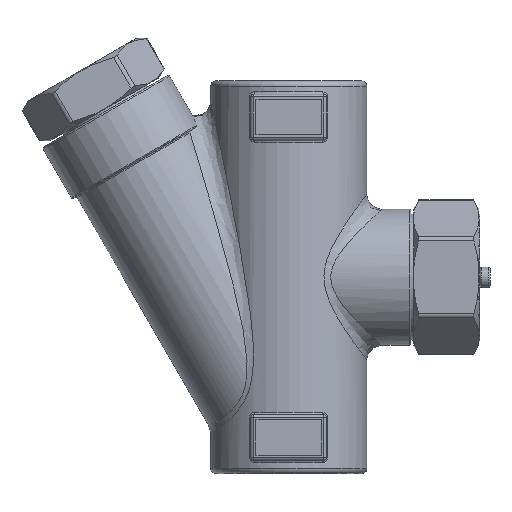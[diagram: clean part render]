
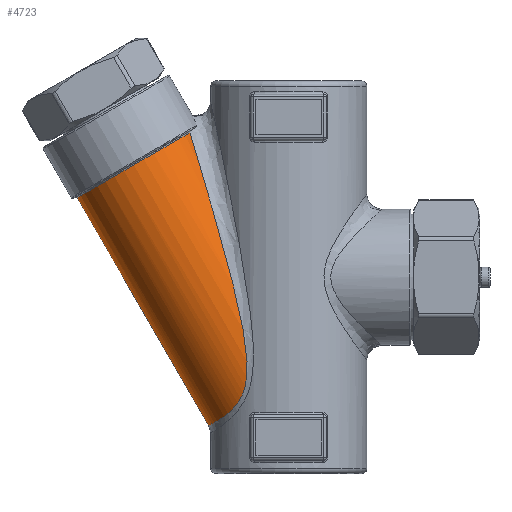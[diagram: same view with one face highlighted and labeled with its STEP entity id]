
A CAD part, left-side view. The second image highlights one B-rep face of the part: STEP entity #4723.
In plain terms, the highlighted cylindrical face has radius 13.5 mm (diameter 27 mm), a partial arc.
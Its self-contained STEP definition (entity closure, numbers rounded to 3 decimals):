
#188=B_SPLINE_CURVE_WITH_KNOTS('',3,(#8320,#8321,#8322,#8323,#8324,#8325,
#8326,#8327,#8328,#8329,#8330,#8331,#8332,#8333,#8334,#8335,#8336,#8337,
#8338,#8339,#8340,#8341,#8342,#8343,#8344,#8345,#8346,#8347),
 .UNSPECIFIED.,.F.,.F.,(4,3,3,3,3,3,3,3,3,4),(9.432,9.458,
9.694,9.931,10.403,10.876,11.349,
12.295,12.768,13.241),.UNSPECIFIED.);
#189=B_SPLINE_CURVE_WITH_KNOTS('',3,(#8350,#8351,#8352,#8353,#8354,#8355,
#8356,#8357,#8358,#8359,#8360,#8361,#8362,#8363,#8364,#8365,#8366,#8367,
#8368,#8369,#8370,#8371,#8372,#8373,#8374,#8375,#8376,#8377,#8378,#8379,
#8380,#8381,#8382,#8383,#8384,#8385,#8386,#8387,#8388,#8389),
 .UNSPECIFIED.,.F.,.F.,(4,2,2,2,2,2,2,2,2,2,2,2,2,2,2,2,2,2,2,4),(0.,0.224,
0.581,0.867,1.208,1.552,2.045,
2.54,3.034,3.457,3.784,3.938,
4.372,4.71,5.099,5.661,6.317,
7.259,7.729,8.086),.UNSPECIFIED.);
#1029=CYLINDRICAL_SURFACE('',#5163,13.5);
#1180=FACE_OUTER_BOUND('',#1482,.T.);
#1482=EDGE_LOOP('',(#3529,#3530,#3531));
#1803=CIRCLE('',#5164,13.5);
#2078=VERTEX_POINT('',#8309);
#2080=VERTEX_POINT('',#8319);
#2081=VERTEX_POINT('',#8349);
#2606=EDGE_CURVE('',#2078,#2080,#188,.T.);
#2608=EDGE_CURVE('',#2080,#2081,#189,.T.);
#2615=EDGE_CURVE('',#2081,#2078,#1803,.T.);
#3529=ORIENTED_EDGE('',*,*,#2608,.F.);
#3530=ORIENTED_EDGE('',*,*,#2606,.F.);
#3531=ORIENTED_EDGE('',*,*,#2615,.F.);
#4723=ADVANCED_FACE('',(#1180),#1029,.T.);
#5163=AXIS2_PLACEMENT_3D('',#8501,#5997,#5998);
#5164=AXIS2_PLACEMENT_3D('',#8502,#5999,#6000);
#5997=DIRECTION('center_axis',(0.,0.5,0.866));
#5998=DIRECTION('ref_axis',(0.,0.866,-0.5));
#5999=DIRECTION('center_axis',(0.,0.5,0.866));
#6000=DIRECTION('ref_axis',(-1.,0.,0.));
#8309=CARTESIAN_POINT('',(-5.442,19.641,28.728));
#8319=CARTESIAN_POINT('',(-13.488,8.286,-16.793));
#8320=CARTESIAN_POINT('Ctrl Pts',(-5.441,19.641,28.728));
#8321=CARTESIAN_POINT('Ctrl Pts',(-5.49,19.614,28.639));
#8322=CARTESIAN_POINT('Ctrl Pts',(-5.537,19.587,28.55));
#8323=CARTESIAN_POINT('Ctrl Pts',(-5.584,19.56,28.461));
#8324=CARTESIAN_POINT('Ctrl Pts',(-6.019,19.311,27.635));
#8325=CARTESIAN_POINT('Ctrl Pts',(-6.41,19.054,26.78));
#8326=CARTESIAN_POINT('Ctrl Pts',(-6.772,18.793,25.908));
#8327=CARTESIAN_POINT('Ctrl Pts',(-7.133,18.531,25.036));
#8328=CARTESIAN_POINT('Ctrl Pts',(-7.465,18.265,24.146));
#8329=CARTESIAN_POINT('Ctrl Pts',(-7.774,17.998,23.247));
#8330=CARTESIAN_POINT('Ctrl Pts',(-8.392,17.462,21.449));
#8331=CARTESIAN_POINT('Ctrl Pts',(-8.92,16.919,19.613));
#8332=CARTESIAN_POINT('Ctrl Pts',(-9.392,16.374,17.756));
#8333=CARTESIAN_POINT('Ctrl Pts',(-9.863,15.83,15.898));
#8334=CARTESIAN_POINT('Ctrl Pts',(-10.279,15.283,14.02));
#8335=CARTESIAN_POINT('Ctrl Pts',(-10.65,14.743,12.131));
#8336=CARTESIAN_POINT('Ctrl Pts',(-11.021,14.203,10.241));
#8337=CARTESIAN_POINT('Ctrl Pts',(-11.347,13.668,8.34));
#8338=CARTESIAN_POINT('Ctrl Pts',(-11.639,13.143,6.438));
#8339=CARTESIAN_POINT('Ctrl Pts',(-12.223,12.093,2.635));
#8340=CARTESIAN_POINT('Ctrl Pts',(-12.669,11.081,-1.171));
#8341=CARTESIAN_POINT('Ctrl Pts',(-12.996,10.187,-5.051));
#8342=CARTESIAN_POINT('Ctrl Pts',(-13.159,9.741,-6.991));
#8343=CARTESIAN_POINT('Ctrl Pts',(-13.292,9.323,-8.949));
#8344=CARTESIAN_POINT('Ctrl Pts',(-13.384,8.98,-10.914));
#8345=CARTESIAN_POINT('Ctrl Pts',(-13.476,8.637,-12.879));
#8346=CARTESIAN_POINT('Ctrl Pts',(-13.526,8.367,-14.85));
#8347=CARTESIAN_POINT('Ctrl Pts',(-13.488,8.286,-16.793));
#8349=CARTESIAN_POINT('',(5.442,19.641,28.728));
#8350=CARTESIAN_POINT('Ctrl Pts',(-13.488,8.286,-16.793));
#8351=CARTESIAN_POINT('Ctrl Pts',(-13.47,8.247,-17.712));
#8352=CARTESIAN_POINT('Ctrl Pts',(-13.431,8.253,-18.625));
#8353=CARTESIAN_POINT('Ctrl Pts',(-13.235,8.446,-20.941));
#8354=CARTESIAN_POINT('Ctrl Pts',(-13.02,8.756,-22.31));
#8355=CARTESIAN_POINT('Ctrl Pts',(-12.313,9.703,-24.406));
#8356=CARTESIAN_POINT('Ctrl Pts',(-11.886,10.251,-25.199));
#8357=CARTESIAN_POINT('Ctrl Pts',(-10.716,11.522,-26.633));
#8358=CARTESIAN_POINT('Ctrl Pts',(-9.931,12.253,-27.225));
#8359=CARTESIAN_POINT('Ctrl Pts',(-8.134,13.575,-28.172));
#8360=CARTESIAN_POINT('Ctrl Pts',(-7.12,14.17,-28.525));
#8361=CARTESIAN_POINT('Ctrl Pts',(-4.472,15.322,-29.175));
#8362=CARTESIAN_POINT('Ctrl Pts',(-2.758,15.749,-29.381));
#8363=CARTESIAN_POINT('Ctrl Pts',(0.728,15.986,-29.499));
#8364=CARTESIAN_POINT('Ctrl Pts',(2.499,15.793,-29.409));
#8365=CARTESIAN_POINT('Ctrl Pts',(5.829,14.836,-28.906));
#8366=CARTESIAN_POINT('Ctrl Pts',(7.389,14.069,-28.498));
#8367=CARTESIAN_POINT('Ctrl Pts',(9.866,12.337,-27.303));
#8368=CARTESIAN_POINT('Ctrl Pts',(10.843,11.412,-26.576));
#8369=CARTESIAN_POINT('Ctrl Pts',(12.159,9.923,-24.756));
#8370=CARTESIAN_POINT('Ctrl Pts',(12.586,9.341,-23.771));
#8371=CARTESIAN_POINT('Ctrl Pts',(13.01,8.761,-22.088));
#8372=CARTESIAN_POINT('Ctrl Pts',(13.117,8.615,-21.515));
#8373=CARTESIAN_POINT('Ctrl Pts',(13.434,8.21,-19.261));
#8374=CARTESIAN_POINT('Ctrl Pts',(13.496,8.214,-17.468));
#8375=CARTESIAN_POINT('Ctrl Pts',(13.503,8.461,-14.284));
#8376=CARTESIAN_POINT('Ctrl Pts',(13.467,8.652,-12.883));
#8377=CARTESIAN_POINT('Ctrl Pts',(13.342,9.15,-9.875));
#8378=CARTESIAN_POINT('Ctrl Pts',(13.245,9.472,-8.27));
#8379=CARTESIAN_POINT('Ctrl Pts',(12.952,10.328,-4.357));
#8380=CARTESIAN_POINT('Ctrl Pts',(12.732,10.894,-2.052));
#8381=CARTESIAN_POINT('Ctrl Pts',(12.161,12.174,2.919));
#8382=CARTESIAN_POINT('Ctrl Pts',(11.794,12.898,5.579));
#8383=CARTESIAN_POINT('Ctrl Pts',(10.727,14.697,12.013));
#8384=CARTESIAN_POINT('Ctrl Pts',(9.958,15.792,15.784));
#8385=CARTESIAN_POINT('Ctrl Pts',(8.434,17.414,21.288));
#8386=CARTESIAN_POINT('Ctrl Pts',(7.866,17.95,23.091));
#8387=CARTESIAN_POINT('Ctrl Pts',(6.684,18.874,26.181));
#8388=CARTESIAN_POINT('Ctrl Pts',(6.112,19.268,27.492));
#8389=CARTESIAN_POINT('Ctrl Pts',(5.442,19.641,28.728));
#8501=CARTESIAN_POINT('Origin',(0.,12.99,-7.5));
#8502=CARTESIAN_POINT('Origin',(0.,30.34,22.551));
